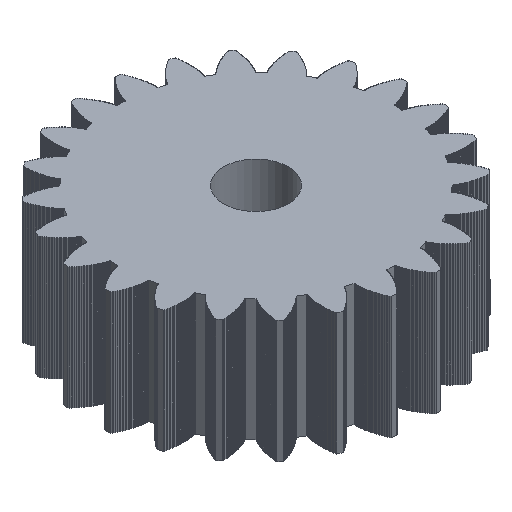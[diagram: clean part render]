
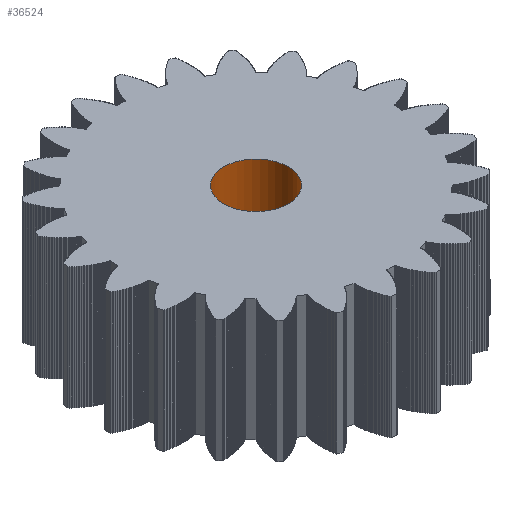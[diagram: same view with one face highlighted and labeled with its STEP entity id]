
A CAD part, isometric view. The second image highlights one B-rep face of the part: STEP entity #36524.
In plain terms, the highlighted cylindrical face has radius 2.5 mm (diameter 5 mm), a full revolution.
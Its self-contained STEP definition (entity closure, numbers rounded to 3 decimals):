
#15=CYLINDRICAL_SURFACE('',#38366,2.5);
#18=CIRCLE('',#38365,2.5);
#19=CIRCLE('',#38367,2.5);
#21=FACE_OUTER_BOUND('',#1849,.T.);
#1849=EDGE_LOOP('',(#25572,#25573,#25574,#25575));
#5500=LINE('',#52981,#10973);
#10973=VECTOR('',#42027,2.5);
#16446=VERTEX_POINT('',#52976);
#16447=VERTEX_POINT('',#52979);
#20096=EDGE_CURVE('',#16446,#16446,#18,.T.);
#20097=EDGE_CURVE('',#16447,#16447,#19,.T.);
#20098=EDGE_CURVE('',#16447,#16446,#5500,.T.);
#25572=ORIENTED_EDGE('',*,*,#20097,.F.);
#25573=ORIENTED_EDGE('',*,*,#20098,.T.);
#25574=ORIENTED_EDGE('',*,*,#20096,.F.);
#25575=ORIENTED_EDGE('',*,*,#20098,.F.);
#36524=ADVANCED_FACE('',(#21),#15,.F.);
#38365=AXIS2_PLACEMENT_3D('',#52977,#42021,#42022);
#38366=AXIS2_PLACEMENT_3D('',#52978,#42023,#42024);
#38367=AXIS2_PLACEMENT_3D('',#52980,#42025,#42026);
#42021=DIRECTION('center_axis',(0.,0.,-1.));
#42022=DIRECTION('ref_axis',(1.,0.,0.));
#42023=DIRECTION('center_axis',(0.,0.,-1.));
#42024=DIRECTION('ref_axis',(1.,0.,0.));
#42025=DIRECTION('center_axis',(0.,0.,1.));
#42026=DIRECTION('ref_axis',(1.,0.,0.));
#42027=DIRECTION('',(0.,0.,1.));
#52976=CARTESIAN_POINT('',(-2.5,0.,9.5));
#52977=CARTESIAN_POINT('Origin',(0.,0.,9.5));
#52978=CARTESIAN_POINT('Origin',(0.,0.,7.));
#52979=CARTESIAN_POINT('',(-2.5,0.,0.));
#52980=CARTESIAN_POINT('Origin',(0.,0.,0.));
#52981=CARTESIAN_POINT('',(-2.5,0.,7.));
